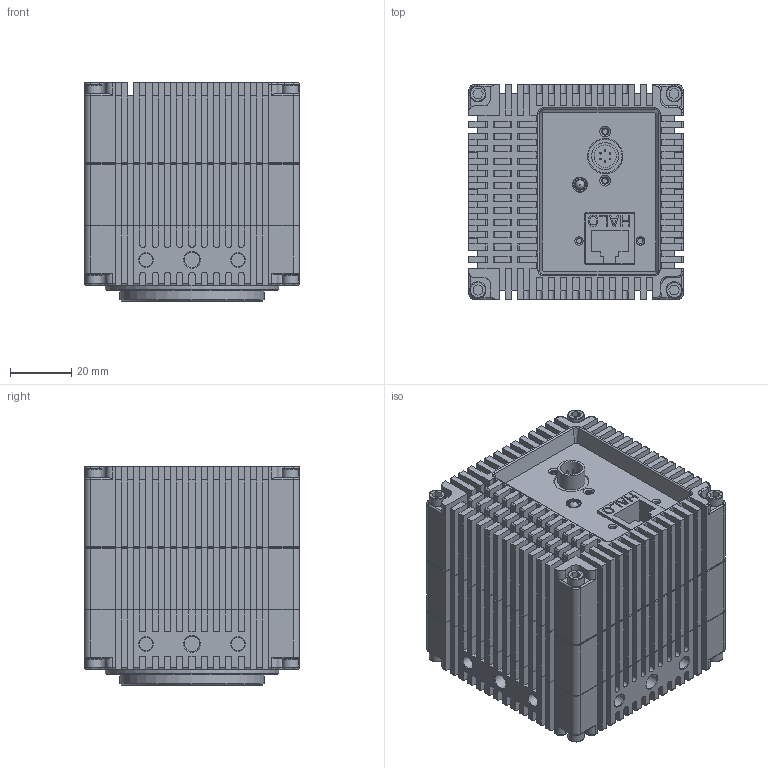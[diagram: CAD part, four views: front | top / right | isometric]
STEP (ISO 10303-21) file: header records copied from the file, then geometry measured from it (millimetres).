
FILE_DESCRIPTION (( 'STEP AP203' ), '1' );
FILE_NAME ('680828.STEP', '2025-09-05T06:26:29', ( 'Windows User' ), ( 'P R C' ), 'SwSTEP 2.0', 'SolidWorks 2024', '' );
FILE_SCHEMA (( 'CONFIG_CONTROL_DESIGN' ));
Length unit declared in the file: inch
Products named in the file (25): SK_12_1; SENSOR_G400_ASM_5_ASM_1_ASM; XK-MFT_30_1; SENSOR_G400_GLASS_1_1; SK_ASM_6_ASM_1_ASM; 401A-G-RD-20201019_ASM_1_ASM; M3X20_2_2_1; SENSOR-_1_ASM_1_ASM; HR10A-7R-6_1_1; HR10A-6-BAN_2_1; FCG-M42X1_2_1; KTH-401A-G_15_1; M3X5_3_1; 401A-NEW_ASM_14_ASM_1_ASM; S-BAN_ASM_1_ASM_1_ASM; GLASS_41_1_1_1; Z-BAN-2_3_1; XK_ASM_ASM_9_ASM_1_ASM; SENSOR-_1_2_1; EVA-DP-401A_1_1; SENSOR-BAN_ASM_3_ASM_1_ASM; DENG_1_1; ZK_6_1; SENSOR_G400_4_1; 680828
Assembly tree (34 placements, depth 6):
  680828
    401A-G-RD-20201019_ASM_1_ASM
      401A-NEW_ASM_14_ASM_1_ASM
        XK_ASM_ASM_9_ASM_1_ASM
          XK-MFT_30_1
          GLASS_41_1_1_1
          EVA-DP-401A_1_1
        KTH-401A-G_15_1
        SENSOR-BAN_ASM_3_ASM_1_ASM
          SENSOR-_1_ASM_1_ASM
            SENSOR-_1_2_1
          SENSOR_G400_ASM_5_ASM_1_ASM
            SENSOR_G400_4_1
            SENSOR_G400_GLASS_1_1
        ZK_6_1
        Z-BAN-2_3_1
        SK_ASM_6_ASM_1_ASM
          SK_12_1
          DENG_1_1
          S-BAN_ASM_1_ASM_1_ASM
            HR10A-7R-6_1_1
            HR10A-6-BAN_2_1
        M3X5_3_1  x4
        M3X20_2_2_1  x8
        FCG-M42X1_2_1
Bounding box: 70 x 70 x 71.14 mm (x, y, z)
Volume: 82028.4 mm3; surface area: 105500.7 mm2
Topology: 27 solids, 28 shells, 2993 faces, 8420 edges, 5711 vertices
Faces by surface type: plane 2015, cylinder 803, bspline 103, cone 61, torus 11
Full cylindrical faces by diameter (mm): 0.1 x1, 0.46 x119, 0.5 x12, 1.7 x6, 1.8 x4, 2 x1, 2.3 x2, 2.6 x8, 3 x13, 3.2 x16, 3.4 x4, 4.35 x8, 4.5 x1, 5 x4, 5.1 x4, 5.3 x8, 5.5 x4, 5.6 x4, 7.25 x1, 8 x1, 8.85 x1, 11 x1, 11.5 x1, 35 x1, 36 x2, 37 x1, 40 x1, 41 x5, 42 x2, 44.5 x2
Entity records: 101116 total; most frequent: CARTESIAN_POINT 25684, DIRECTION 14641, ORIENTED_EDGE 14586, EDGE_CURVE 7635, VECTOR 5785, LINE 5785, VERTEX_POINT 5342, AXIS2_PLACEMENT_3D 4428
